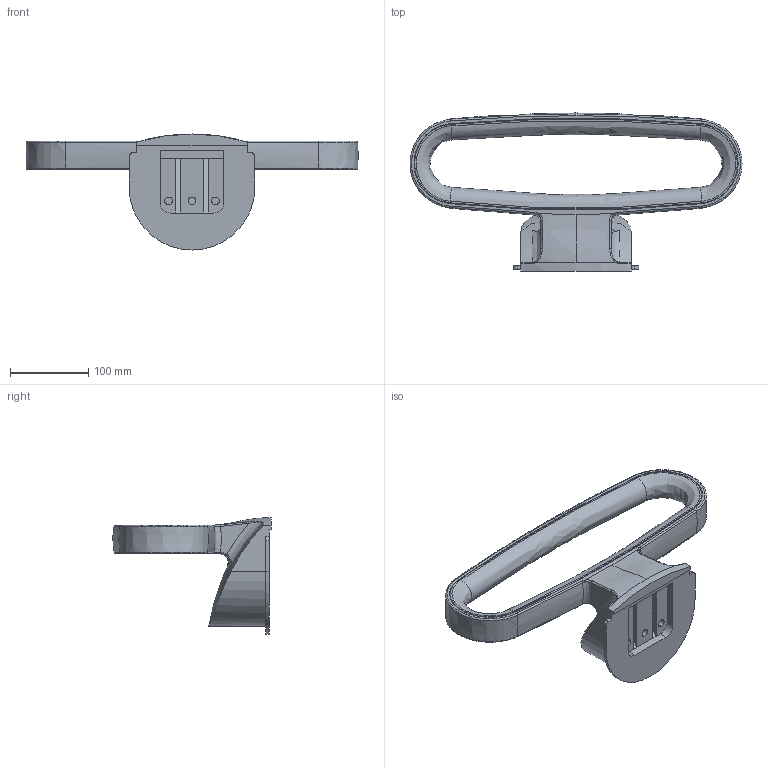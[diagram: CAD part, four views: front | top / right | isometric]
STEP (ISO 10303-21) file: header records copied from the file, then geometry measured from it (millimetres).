
FILE_DESCRIPTION (( 'STEP AP203' ), '1' );
FILE_NAME ('MS001-B.04.014SL.1.1芢忒俋褲.step', '2021-08-27T10:52:17', ( 'Windows User' ), ( 'P R C' ), 'SwSTEP 2.0', 'SolidWorks 2016', '' );
FILE_SCHEMA (( 'CONFIG_CONTROL_DESIGN' ));
Length unit declared in the file: millimetre
Products named in the file (1): MS001-B.04.014SL.1.1芢忒俋褲
Bounding box: 424.99 x 202.33 x 148.5 mm (x, y, z)
Volume: 1434249.7 mm3; surface area: 238956.7 mm2
Topology: 1 solids, 1 shells, 134 faces, 337 edges, 213 vertices
Faces by surface type: bspline 52, cylinder 47, plane 35
Entity records: 8179 total; most frequent: CARTESIAN_POINT 5291, ORIENTED_EDGE 674, DIRECTION 467, EDGE_CURVE 337, VERTEX_POINT 213, AXIS2_PLACEMENT_3D 180, EDGE_LOOP 146, ADVANCED_FACE 134
